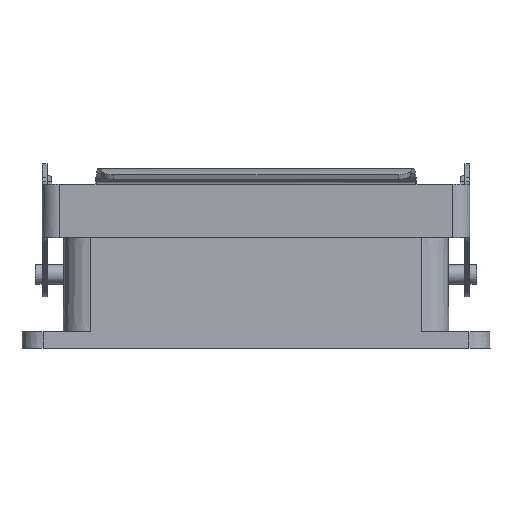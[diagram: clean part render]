
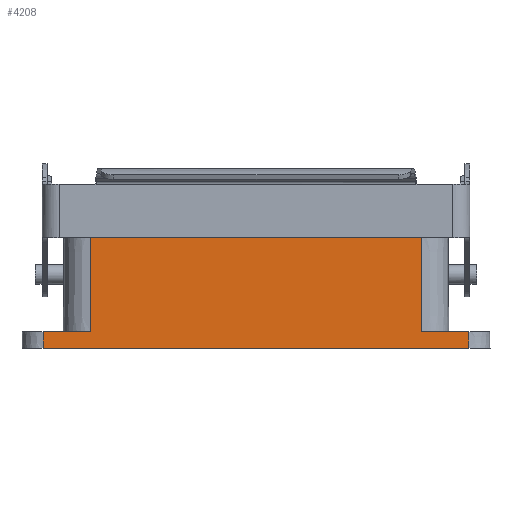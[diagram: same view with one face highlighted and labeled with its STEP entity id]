
A CAD part, front view. The second image highlights one B-rep face of the part: STEP entity #4208.
In plain terms, the highlighted planar face has unit normal (0, -1, 0.009).
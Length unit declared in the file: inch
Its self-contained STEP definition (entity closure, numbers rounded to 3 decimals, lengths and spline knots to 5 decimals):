
#128 = CARTESIAN_POINT ( 'NONE',  ( 1.06299, -172.28706, -19645.66929 ) ) ;
#174 = ORIENTED_EDGE ( 'NONE', *, *, #2486, .T. ) ;
#680 = DIRECTION ( 'NONE',  ( 0., 0.009, 1. ) ) ;
#705 = EDGE_CURVE ( 'NONE', #760, #3253, #3566, .T. ) ;
#760 = VERTEX_POINT ( 'NONE', #3019 ) ;
#812 = DIRECTION ( 'NONE',  ( 0., -0.009, -1. ) ) ;
#859 = ORIENTED_EDGE ( 'NONE', *, *, #705, .T. ) ;
#963 = ORIENTED_EDGE ( 'NONE', *, *, #3780, .T. ) ;
#1202 = DIRECTION ( 'NONE',  ( -1., 0., 0. ) ) ;
#1288 = CARTESIAN_POINT ( 'NONE',  ( 2.74016, -0.85176, -1.12992 ) ) ;
#1306 = CARTESIAN_POINT ( 'NONE',  ( -3.79921, -0.85176, -1.12992 ) ) ;
#1333 = ORIENTED_EDGE ( 'NONE', *, *, #5023, .F. ) ;
#1351 = LINE ( 'NONE', #3037, #7064 ) ;
#1434 = CARTESIAN_POINT ( 'NONE',  ( -2.12205, -0.84369, -0.20472 ) ) ;
#1465 = VECTOR ( 'NONE', #6317, 39.37008 ) ;
#1576 = VECTOR ( 'NONE', #4947, 39.37008 ) ;
#1613 = EDGE_CURVE ( 'NONE', #3253, #4761, #1351, .T. ) ;
#1644 = CARTESIAN_POINT ( 'NONE',  ( 1.06299, -0.85176, -1.12992 ) ) ;
#1697 = ORIENTED_EDGE ( 'NONE', *, *, #4667, .T. ) ;
#1698 = DIRECTION ( 'NONE',  ( 0., -0.009, -1. ) ) ;
#1713 = VERTEX_POINT ( 'NONE', #4258 ) ;
#1801 = PLANE ( 'NONE',  #4218 ) ;
#1833 = ORIENTED_EDGE ( 'NONE', *, *, #3609, .T. ) ;
#1985 = VECTOR ( 'NONE', #7079, 39.37008 ) ;
#2084 = CARTESIAN_POINT ( 'NONE',  ( 2.75591, -0.85314, -1.2874 ) ) ;
#2159 = VECTOR ( 'NONE', #5896, 39.37008 ) ;
#2223 = CARTESIAN_POINT ( 'NONE',  ( -2.5748, -0.84646, -0.52188 ) ) ;
#2457 = VECTOR ( 'NONE', #5891, 39.37008 ) ;
#2486 = EDGE_CURVE ( 'NONE', #4858, #1713, #4347, .T. ) ;
#2849 = VERTEX_POINT ( 'NONE', #3212 ) ;
#3019 = CARTESIAN_POINT ( 'NONE',  ( 1.06299, -0.84369, -0.20472 ) ) ;
#3037 = CARTESIAN_POINT ( 'NONE',  ( -2.12205, -0.84646, -0.52188 ) ) ;
#3158 = LINE ( 'NONE', #2084, #2159 ) ;
#3212 = CARTESIAN_POINT ( 'NONE',  ( 1.51575, -0.85314, -1.2874 ) ) ;
#3253 = VERTEX_POINT ( 'NONE', #1434 ) ;
#3385 = CARTESIAN_POINT ( 'NONE',  ( 2.02599, -0.84646, -0.52188 ) ) ;
#3480 = CARTESIAN_POINT ( 'NONE',  ( -2.12205, -0.85176, -1.12992 ) ) ;
#3566 = LINE ( 'NONE', #4205, #2457 ) ;
#3609 = EDGE_CURVE ( 'NONE', #4761, #4858, #5206, .T. ) ;
#3780 = EDGE_CURVE ( 'NONE', #5865, #6161, #4552, .T. ) ;
#3922 = LINE ( 'NONE', #6110, #6636 ) ;
#4145 = EDGE_CURVE ( 'NONE', #2849, #1713, #3158, .T. ) ;
#4205 = CARTESIAN_POINT ( 'NONE',  ( 0., -0.84369, -0.20472 ) ) ;
#4208 = ADVANCED_FACE ( 'NONE', ( #4474 ), #1801, .T. ) ;
#4218 = AXIS2_PLACEMENT_3D ( 'NONE', #3385, #6663, #1698 ) ;
#4258 = CARTESIAN_POINT ( 'NONE',  ( -2.5748, -0.85314, -1.2874 ) ) ;
#4347 = LINE ( 'NONE', #2223, #1985 ) ;
#4468 = CARTESIAN_POINT ( 'NONE',  ( 1.51575, -0.85176, -1.12992 ) ) ;
#4474 = FACE_OUTER_BOUND ( 'NONE', #6581, .T. ) ;
#4552 = LINE ( 'NONE', #1306, #5139 ) ;
#4667 = EDGE_CURVE ( 'NONE', #2849, #5865, #3922, .T. ) ;
#4731 = CARTESIAN_POINT ( 'NONE',  ( -2.5748, -0.85176, -1.12992 ) ) ;
#4761 = VERTEX_POINT ( 'NONE', #3480 ) ;
#4858 = VERTEX_POINT ( 'NONE', #4731 ) ;
#4947 = DIRECTION ( 'NONE',  ( 0., -0.009, -1. ) ) ;
#5023 = EDGE_CURVE ( 'NONE', #760, #6161, #5025, .T. ) ;
#5025 = LINE ( 'NONE', #128, #1576 ) ;
#5139 = VECTOR ( 'NONE', #1202, 39.37008 ) ;
#5206 = LINE ( 'NONE', #1288, #1465 ) ;
#5865 = VERTEX_POINT ( 'NONE', #4468 ) ;
#5891 = DIRECTION ( 'NONE',  ( -1., 0., 0. ) ) ;
#5896 = DIRECTION ( 'NONE',  ( -1., 0., 0. ) ) ;
#6092 = ORIENTED_EDGE ( 'NONE', *, *, #4145, .F. ) ;
#6110 = CARTESIAN_POINT ( 'NONE',  ( 1.51575, -0.84646, -0.52188 ) ) ;
#6161 = VERTEX_POINT ( 'NONE', #1644 ) ;
#6317 = DIRECTION ( 'NONE',  ( -1., 0., 0. ) ) ;
#6338 = ORIENTED_EDGE ( 'NONE', *, *, #1613, .T. ) ;
#6581 = EDGE_LOOP ( 'NONE', ( #963, #1333, #859, #6338, #1833, #174, #6092, #1697 ) ) ;
#6636 = VECTOR ( 'NONE', #680, 39.37008 ) ;
#6663 = DIRECTION ( 'NONE',  ( 0., -1., 0.009 ) ) ;
#7064 = VECTOR ( 'NONE', #812, 39.37008 ) ;
#7079 = DIRECTION ( 'NONE',  ( 0., -0.009, -1. ) ) ;
